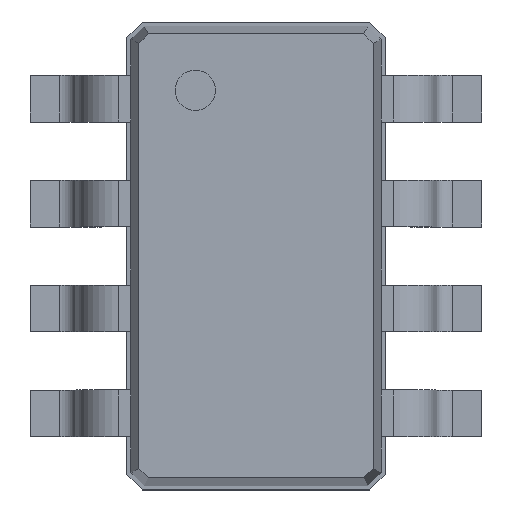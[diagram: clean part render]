
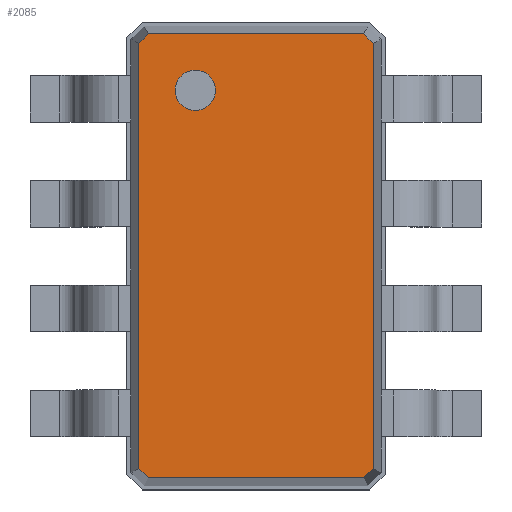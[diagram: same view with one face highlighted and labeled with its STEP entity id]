
A CAD part, top view. The second image highlights one B-rep face of the part: STEP entity #2085.
In plain terms, the highlighted planar face has unit normal (0, 0, 1).
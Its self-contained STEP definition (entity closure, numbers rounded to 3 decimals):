
#13=DIRECTION('',(0.,0.,1.));
#27=VECTOR('',#28,1.);
#28=DIRECTION('',(1.,0.,0.));
#51=VECTOR('',#52,1.);
#52=DIRECTION('',(0.707,-0.707,0.));
#58=VECTOR('',#59,1.);
#59=DIRECTION('',(0.,-1.,0.));
#65=VECTOR('',#66,1.);
#66=DIRECTION('',(-0.707,-0.707,0.));
#72=VECTOR('',#73,1.);
#73=DIRECTION('',(-1.,0.,0.));
#79=VECTOR('',#80,1.);
#80=DIRECTION('',(-0.707,0.707,0.));
#86=VECTOR('',#87,1.);
#87=DIRECTION('',(0.,1.,0.));
#91=VECTOR('',#92,1.);
#92=DIRECTION('',(0.707,0.707,0.));
#793=VERTEX_POINT('',#794);
#794=CARTESIAN_POINT('',(-0.726,1.318,0.95));
#796=ORIENTED_EDGE('',*,*,#797,.F.);
#797=EDGE_CURVE('',#798,#793,#800,.T.);
#798=VERTEX_POINT('',#799);
#799=CARTESIAN_POINT('',(-0.726,-1.318,0.95));
#800=LINE('',#799,#86);
#811=VERTEX_POINT('',#812);
#812=CARTESIAN_POINT('',(-0.668,1.376,0.95));
#814=ORIENTED_EDGE('',*,*,#815,.F.);
#815=EDGE_CURVE('',#793,#811,#816,.T.);
#816=LINE('',#794,#91);
#825=VERTEX_POINT('',#826);
#826=CARTESIAN_POINT('',(0.668,1.376,0.95));
#828=ORIENTED_EDGE('',*,*,#829,.F.);
#829=EDGE_CURVE('',#811,#825,#830,.T.);
#830=LINE('',#812,#27);
#839=VERTEX_POINT('',#840);
#840=CARTESIAN_POINT('',(0.726,1.318,0.95));
#842=ORIENTED_EDGE('',*,*,#843,.F.);
#843=EDGE_CURVE('',#825,#839,#844,.T.);
#844=LINE('',#826,#51);
#885=VERTEX_POINT('',#886);
#886=CARTESIAN_POINT('',(0.726,-1.318,0.95));
#888=ORIENTED_EDGE('',*,*,#889,.F.);
#889=EDGE_CURVE('',#839,#885,#890,.T.);
#890=LINE('',#840,#58);
#2085=ADVANCED_FACE('',(#2086,#2101),#2111,.T.);
#2086=FACE_BOUND('',#2087,.T.);
#2087=EDGE_LOOP('',(#828,#814,#796,#2088,#2093,#2098,#888,#842));
#2088=ORIENTED_EDGE('',*,*,#2089,.F.);
#2089=EDGE_CURVE('',#2090,#798,#2092,.T.);
#2090=VERTEX_POINT('',#2091);
#2091=CARTESIAN_POINT('',(-0.668,-1.376,0.95));
#2092=LINE('',#2091,#79);
#2093=ORIENTED_EDGE('',*,*,#2094,.F.);
#2094=EDGE_CURVE('',#2095,#2090,#2097,.T.);
#2095=VERTEX_POINT('',#2096);
#2096=CARTESIAN_POINT('',(0.668,-1.376,0.95));
#2097=LINE('',#2096,#72);
#2098=ORIENTED_EDGE('',*,*,#2099,.F.);
#2099=EDGE_CURVE('',#885,#2095,#2100,.T.);
#2100=LINE('',#886,#65);
#2101=FACE_BOUND('',#2102,.T.);
#2102=EDGE_LOOP('',(#2103));
#2103=ORIENTED_EDGE('',*,*,#2104,.T.);
#2104=EDGE_CURVE('',#2105,#2105,#2107,.T.);
#2105=VERTEX_POINT('',#2106);
#2106=CARTESIAN_POINT('',(-0.376,0.901,0.95));
#2107=CIRCLE('',#2108,0.125);
#2108=AXIS2_PLACEMENT_3D('',#2109,#2110,#59);
#2109=CARTESIAN_POINT('',(-0.376,1.026,0.95));
#2110=DIRECTION('',(0.,-0.,-1.));
#2111=PLANE('',#2112);
#2112=AXIS2_PLACEMENT_3D('',#812,#13,#2113);
#2113=DIRECTION('',(0.437,-0.9,0.));
